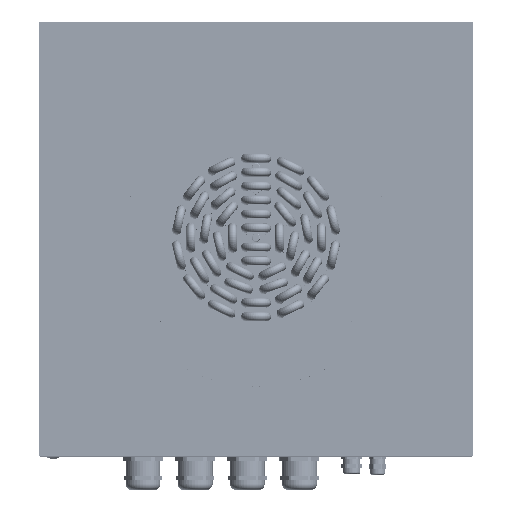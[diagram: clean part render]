
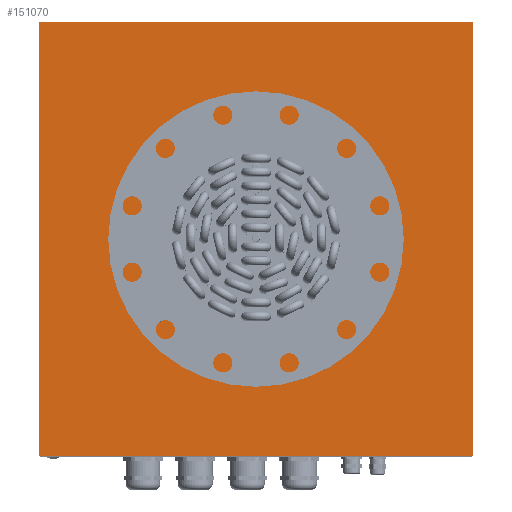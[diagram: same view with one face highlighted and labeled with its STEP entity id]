
A CAD part, top view. The second image highlights one B-rep face of the part: STEP entity #151070.
In plain terms, the highlighted face is planar.
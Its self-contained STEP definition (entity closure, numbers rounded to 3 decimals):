
#1478 = DIRECTION ( 'NONE',  ( 1., 0., 0. ) ) ;
#3668 = ORIENTED_EDGE ( 'NONE', *, *, #134775, .F. ) ;
#3945 = DIRECTION ( 'NONE',  ( 1., 0., 0. ) ) ;
#4255 = VERTEX_POINT ( 'NONE', #104483 ) ;
#4735 = CIRCLE ( 'NONE', #16601, 110.55 ) ;
#5691 = DIRECTION ( 'NONE',  ( 0., 0., 1. ) ) ;
#9978 = AXIS2_PLACEMENT_3D ( 'NONE', #120977, #150472, #148689 ) ;
#10406 = EDGE_CURVE ( 'NONE', #59349, #135357, #4735, .T. ) ;
#11241 = EDGE_CURVE ( 'NONE', #84073, #141763, #18359, .T. ) ;
#11248 = EDGE_CURVE ( 'NONE', #30189, #174825, #148369, .T. ) ;
#12274 = CIRCLE ( 'NONE', #69178, 110.55 ) ;
#13614 = ORIENTED_EDGE ( 'NONE', *, *, #11241, .F. ) ;
#15212 = VECTOR ( 'NONE', #50191, 1000. ) ;
#15349 = VERTEX_POINT ( 'NONE', #96935 ) ;
#15690 = CARTESIAN_POINT ( 'NONE',  ( 0., 0., -4. ) ) ;
#16153 = CARTESIAN_POINT ( 'NONE',  ( 248., 250., -4. ) ) ;
#16601 = AXIS2_PLACEMENT_3D ( 'NONE', #15690, #84368, #1478 ) ;
#18191 = DIRECTION ( 'NONE',  ( 0., 0., 1. ) ) ;
#18359 = CIRCLE ( 'NONE', #55239, 2. ) ;
#18442 = EDGE_CURVE ( 'NONE', #174825, #147894, #94482, .T. ) ;
#22825 = ORIENTED_EDGE ( 'NONE', *, *, #137407, .F. ) ;
#25113 = ORIENTED_EDGE ( 'NONE', *, *, #11248, .F. ) ;
#25234 = CARTESIAN_POINT ( 'NONE',  ( 248., 248., -4. ) ) ;
#26862 = DIRECTION ( 'NONE',  ( 0., 1., 0. ) ) ;
#28581 = EDGE_CURVE ( 'NONE', #135357, #59349, #12274, .T. ) ;
#30189 = VERTEX_POINT ( 'NONE', #157038 ) ;
#30719 = VECTOR ( 'NONE', #174552, 1000. ) ;
#30851 = CARTESIAN_POINT ( 'NONE',  ( 248., 248., -4. ) ) ;
#31761 = AXIS2_PLACEMENT_3D ( 'NONE', #30851, #42454, #98790 ) ;
#35924 = DIRECTION ( 'NONE',  ( 1., 0., 0. ) ) ;
#36779 = LINE ( 'NONE', #142218, #15212 ) ;
#38601 = PLANE ( 'NONE',  #114787 ) ;
#39392 = DIRECTION ( 'NONE',  ( 0., 0., 1. ) ) ;
#40265 = DIRECTION ( 'NONE',  ( 1., 0., 0. ) ) ;
#42454 = DIRECTION ( 'NONE',  ( 0., 0., 1. ) ) ;
#50191 = DIRECTION ( 'NONE',  ( 0., -1., 0. ) ) ;
#50887 = EDGE_CURVE ( 'NONE', #112704, #30189, #118270, .T. ) ;
#52857 = DIRECTION ( 'NONE',  ( 0., 0., -1. ) ) ;
#53346 = EDGE_LOOP ( 'NONE', ( #136720, #159193 ) ) ;
#54537 = CARTESIAN_POINT ( 'NONE',  ( -248., 248., -4. ) ) ;
#55239 = AXIS2_PLACEMENT_3D ( 'NONE', #54537, #39392, #40265 ) ;
#59349 = VERTEX_POINT ( 'NONE', #91186 ) ;
#63381 = CARTESIAN_POINT ( 'NONE',  ( -250., 248., -4. ) ) ;
#64965 = CARTESIAN_POINT ( 'NONE',  ( -248., -250., -4. ) ) ;
#65600 = CARTESIAN_POINT ( 'NONE',  ( -248., 250., -4. ) ) ;
#66734 = LINE ( 'NONE', #64965, #76036 ) ;
#69007 = ORIENTED_EDGE ( 'NONE', *, *, #18442, .F. ) ;
#69178 = AXIS2_PLACEMENT_3D ( 'NONE', #72565, #18191, #3945 ) ;
#70224 = AXIS2_PLACEMENT_3D ( 'NONE', #76058, #5691, #35924 ) ;
#72565 = CARTESIAN_POINT ( 'NONE',  ( 0., 0., -4. ) ) ;
#76036 = VECTOR ( 'NONE', #93556, 1000. ) ;
#76058 = CARTESIAN_POINT ( 'NONE',  ( -248., -248., -4. ) ) ;
#80428 = CARTESIAN_POINT ( 'NONE',  ( 250., 248., -4. ) ) ;
#84073 = VERTEX_POINT ( 'NONE', #123182 ) ;
#84368 = DIRECTION ( 'NONE',  ( 0., 0., 1. ) ) ;
#90315 = ORIENTED_EDGE ( 'NONE', *, *, #99963, .F. ) ;
#91186 = CARTESIAN_POINT ( 'NONE',  ( -110.55, 0., -4. ) ) ;
#93556 = DIRECTION ( 'NONE',  ( 1., 0., 0. ) ) ;
#94482 = CIRCLE ( 'NONE', #31761, 2. ) ;
#96935 = CARTESIAN_POINT ( 'NONE',  ( -248., -250., -4. ) ) ;
#98790 = DIRECTION ( 'NONE',  ( -1., 0., 0. ) ) ;
#99963 = EDGE_CURVE ( 'NONE', #147894, #84073, #131727, .T. ) ;
#104100 = ORIENTED_EDGE ( 'NONE', *, *, #126861, .F. ) ;
#104483 = CARTESIAN_POINT ( 'NONE',  ( -250., -248., -4. ) ) ;
#105628 = FACE_OUTER_BOUND ( 'NONE', #123828, .T. ) ;
#112366 = VECTOR ( 'NONE', #26862, 1000. ) ;
#112704 = VERTEX_POINT ( 'NONE', #166714 ) ;
#114787 = AXIS2_PLACEMENT_3D ( 'NONE', #25234, #52857, #134156 ) ;
#118270 = CIRCLE ( 'NONE', #9978, 2. ) ;
#120977 = CARTESIAN_POINT ( 'NONE',  ( 248., -248., -4. ) ) ;
#123182 = CARTESIAN_POINT ( 'NONE',  ( -248., 250., -4. ) ) ;
#123828 = EDGE_LOOP ( 'NONE', ( #69007, #25113, #138842, #22825, #104100, #3668, #13614, #90315 ) ) ;
#126861 = EDGE_CURVE ( 'NONE', #4255, #15349, #161411, .T. ) ;
#131727 = LINE ( 'NONE', #65600, #30719 ) ;
#134156 = DIRECTION ( 'NONE',  ( -1., 0., 0. ) ) ;
#134775 = EDGE_CURVE ( 'NONE', #141763, #4255, #36779, .T. ) ;
#135012 = FACE_BOUND ( 'NONE', #53346, .T. ) ;
#135357 = VERTEX_POINT ( 'NONE', #171464 ) ;
#136720 = ORIENTED_EDGE ( 'NONE', *, *, #28581, .T. ) ;
#137407 = EDGE_CURVE ( 'NONE', #15349, #112704, #66734, .T. ) ;
#138842 = ORIENTED_EDGE ( 'NONE', *, *, #50887, .F. ) ;
#141763 = VERTEX_POINT ( 'NONE', #63381 ) ;
#142218 = CARTESIAN_POINT ( 'NONE',  ( -250., 248., -4. ) ) ;
#144831 = CARTESIAN_POINT ( 'NONE',  ( 250., 248., -4. ) ) ;
#147894 = VERTEX_POINT ( 'NONE', #16153 ) ;
#148369 = LINE ( 'NONE', #80428, #112366 ) ;
#148689 = DIRECTION ( 'NONE',  ( 1., 0., 0. ) ) ;
#150472 = DIRECTION ( 'NONE',  ( 0., 0., 1. ) ) ;
#151070 = ADVANCED_FACE ( 'NONE', ( #135012, #105628 ), #38601, .T. ) ;
#157038 = CARTESIAN_POINT ( 'NONE',  ( 250., -248., -4. ) ) ;
#159193 = ORIENTED_EDGE ( 'NONE', *, *, #10406, .T. ) ;
#161411 = CIRCLE ( 'NONE', #70224, 2. ) ;
#166714 = CARTESIAN_POINT ( 'NONE',  ( 248., -250., -4. ) ) ;
#171464 = CARTESIAN_POINT ( 'NONE',  ( 110.55, 0., -4. ) ) ;
#174552 = DIRECTION ( 'NONE',  ( -1., 0., 0. ) ) ;
#174825 = VERTEX_POINT ( 'NONE', #144831 ) ;
